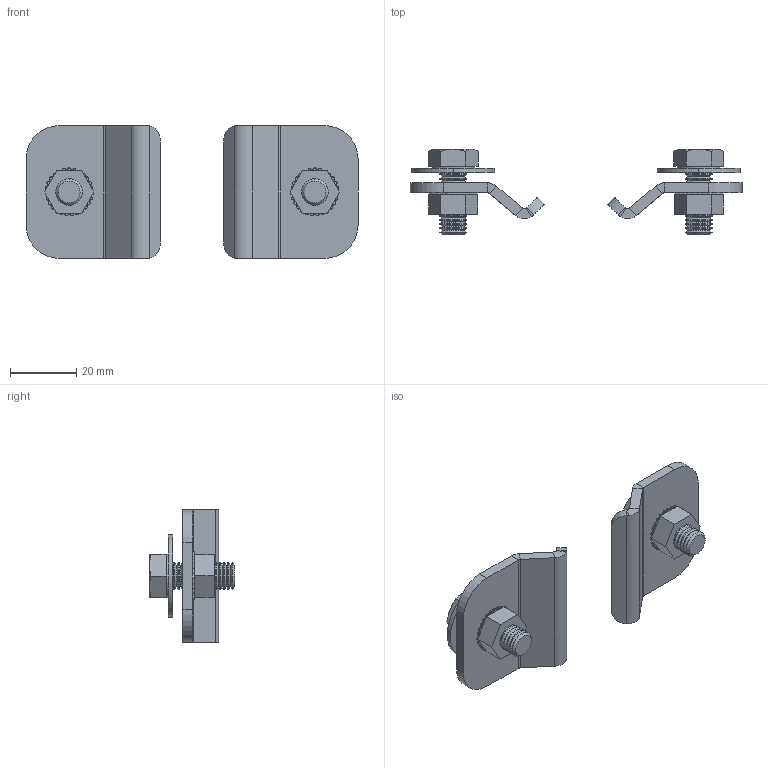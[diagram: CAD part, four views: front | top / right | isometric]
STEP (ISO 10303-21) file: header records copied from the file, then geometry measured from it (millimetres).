
FILE_DESCRIPTION (( 'STEP AP203' ), '1' );
FILE_NAME ('T84086.STEP', '2018-09-18T07:39:49', ( '' ), ( '' ), 'SwSTEP 2.0', 'SolidWorks 2016', '' );
FILE_SCHEMA (( 'CONFIG_CONTROL_DESIGN' ));
Length unit declared in the file: millimetre
Products named in the file (5): T84086; PENNY WASHER_M8 x 25; F936; Hex Screw GradeC_Doughty Fastners_ISO 4018 - M8 x 20-WS; TH1927_Folded
Assembly tree (8 placements, depth 2):
  T84086
    TH1927_Folded  x2
    PENNY WASHER_M8 x 25  x2
    F936  x2
    Hex Screw GradeC_Doughty Fastners_ISO 4018 - M8 x 20-WS  x2
Bounding box: 100 x 25.68 x 40 mm (x, y, z)
Volume: 15603.6 mm3; surface area: 13486.8 mm2
Topology: 8 solids, 8 shells, 504 faces, 1286 edges, 800 vertices
Faces by surface type: cylinder 234, cone 136, plane 130, bspline 4
Entity records: 8420 total; most frequent: DIRECTION 1505, CARTESIAN_POINT 1410, ORIENTED_EDGE 1286, EDGE_CURVE 643, AXIS2_PLACEMENT_3D 621, VERTEX_POINT 400, CIRCLE 360, VECTOR 263
